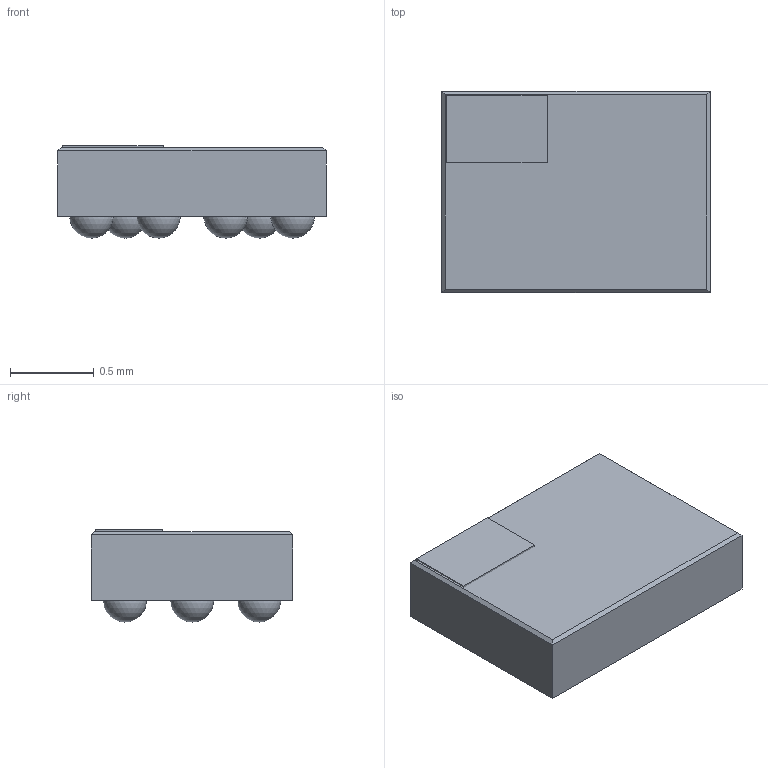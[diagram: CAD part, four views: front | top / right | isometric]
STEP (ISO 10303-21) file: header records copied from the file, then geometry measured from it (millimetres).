
FILE_DESCRIPTION(('FreeCAD Model'),'2;1');
FILE_NAME('Part_cp.step', '2019-08-08T00:11:48',('kicad StepUp'),('ksu MCAD'), 'Open CASCADE STEP processor 7.3','FreeCAD','Unknown');
FILE_SCHEMA(('AUTOMOTIVE_DESIGN { 1 0 10303 214 1 1 1 1 }'));
Length unit declared in the file: millimetre
Products named in the file (1): Part_cp
Bounding box: 1.6 x 1.2 x 0.55 mm (x, y, z)
Volume: 1 mm3; surface area: 11.2 mm2
Topology: 22 solids, 22 shells, 36 faces, 92 edges, 60 vertices
Faces by surface type: sphere 20, plane 16
Entity records: 907 total; most frequent: CARTESIAN_POINT 109, DIRECTION 106, ORIENTED_EDGE 64, VERTEX_POINT 40, AXIS2_PLACEMENT_3D 37, ADVANCED_FACE 36, FACE_BOUND 36, STYLED_ITEM 36
